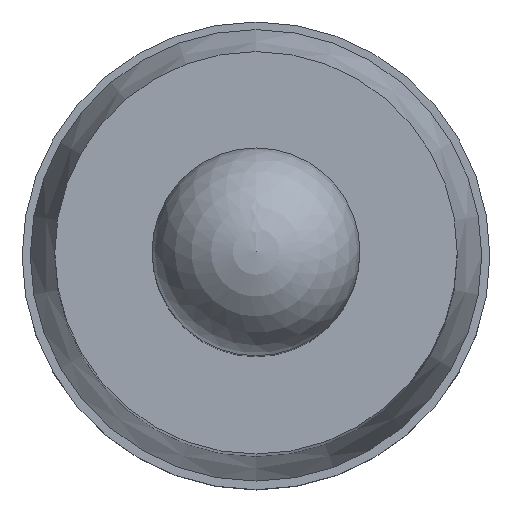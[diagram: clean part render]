
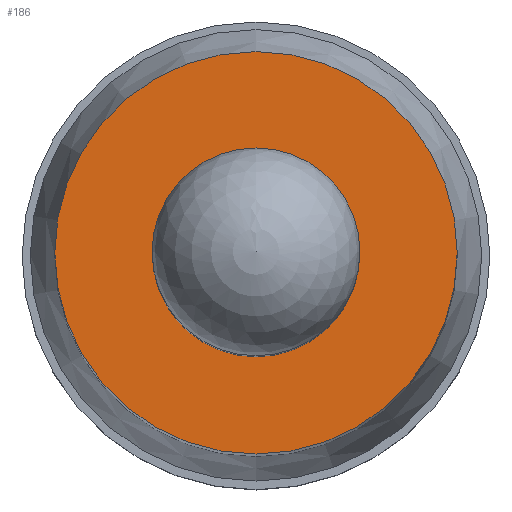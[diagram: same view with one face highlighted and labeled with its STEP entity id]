
A CAD part, top view. The second image highlights one B-rep face of the part: STEP entity #186.
In plain terms, the highlighted planar face has unit normal (0, 0, 1).
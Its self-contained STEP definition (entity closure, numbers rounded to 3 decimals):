
#15=FACE_BOUND('',#52,.T.);
#20=PLANE('',#229);
#37=FACE_OUTER_BOUND('',#51,.T.);
#51=EDGE_LOOP('',(#161));
#52=EDGE_LOOP('',(#162));
#85=CIRCLE('',#221,0.47);
#86=CIRCLE('',#223,0.243);
#100=VERTEX_POINT('',#333);
#101=VERTEX_POINT('',#337);
#121=EDGE_CURVE('',#100,#100,#85,.T.);
#122=EDGE_CURVE('',#101,#101,#86,.T.);
#161=ORIENTED_EDGE('',*,*,#121,.F.);
#162=ORIENTED_EDGE('',*,*,#122,.T.);
#186=ADVANCED_FACE('',(#37,#15),#20,.F.);
#221=AXIS2_PLACEMENT_3D('',#335,#274,#275);
#223=AXIS2_PLACEMENT_3D('',#338,#278,#279);
#229=AXIS2_PLACEMENT_3D('',#348,#291,#292);
#274=DIRECTION('center_axis',(0.,0.,-1.));
#275=DIRECTION('ref_axis',(0.,-1.,0.));
#278=DIRECTION('center_axis',(0.,0.,-1.));
#279=DIRECTION('ref_axis',(0.,-1.,0.));
#291=DIRECTION('center_axis',(0.,0.,-1.));
#292=DIRECTION('ref_axis',(0.,-1.,0.));
#333=CARTESIAN_POINT('',(0.,0.47,4.724));
#335=CARTESIAN_POINT('Origin',(0.,0.,4.724));
#337=CARTESIAN_POINT('',(0.,0.243,4.724));
#338=CARTESIAN_POINT('Origin',(0.,0.,4.724));
#348=CARTESIAN_POINT('Origin',(0.,0.47,4.724));
